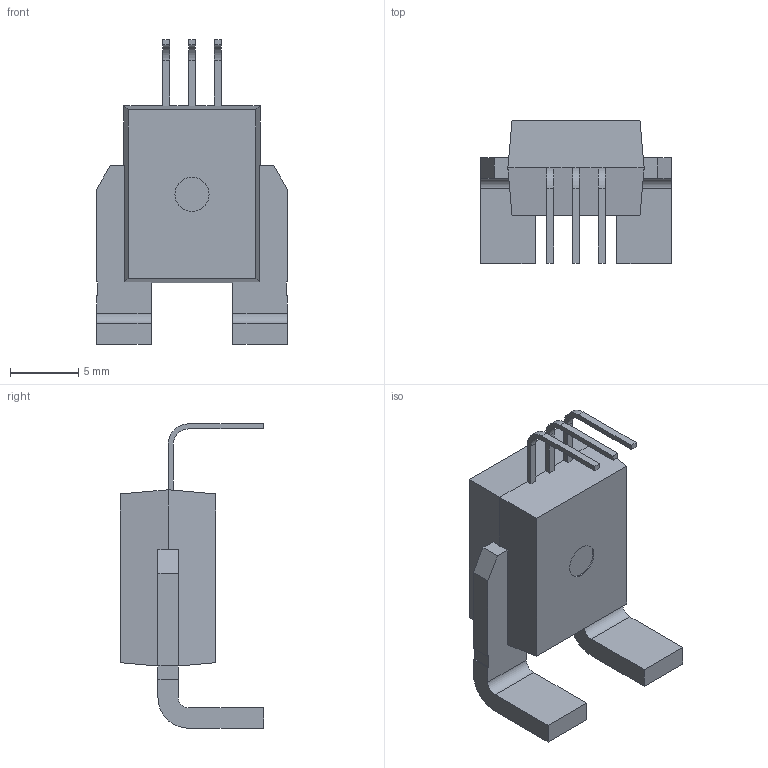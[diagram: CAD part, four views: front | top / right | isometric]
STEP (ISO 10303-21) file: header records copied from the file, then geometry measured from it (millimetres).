
FILE_DESCRIPTION (( 'STEP AP214' ), '1' );
FILE_NAME ('User Library-ACS759xCB.STEP', '2020-04-08T20:31:07', ( '' ), ( '' ), 'SwSTEP 2.0', 'SolidWorks 2019', '' );
FILE_SCHEMA (( 'AUTOMOTIVE_DESIGN' ));
Length unit declared in the file: millimetre
Products named in the file (1): User Library-ACS759xCB
Bounding box: 14 x 10.5 x 22.34 mm (x, y, z)
Volume: 1037.9 mm3; surface area: 908.1 mm2
Topology: 1 solids, 1 shells, 76 faces, 205 edges, 134 vertices
Faces by surface type: plane 60, cylinder 16
Entity records: 2600 total; most frequent: CARTESIAN_POINT 416, ORIENTED_EDGE 410, DIRECTION 391, EDGE_CURVE 205, LINE 173, VECTOR 173, VERTEX_POINT 134, AXIS2_PLACEMENT_3D 109
